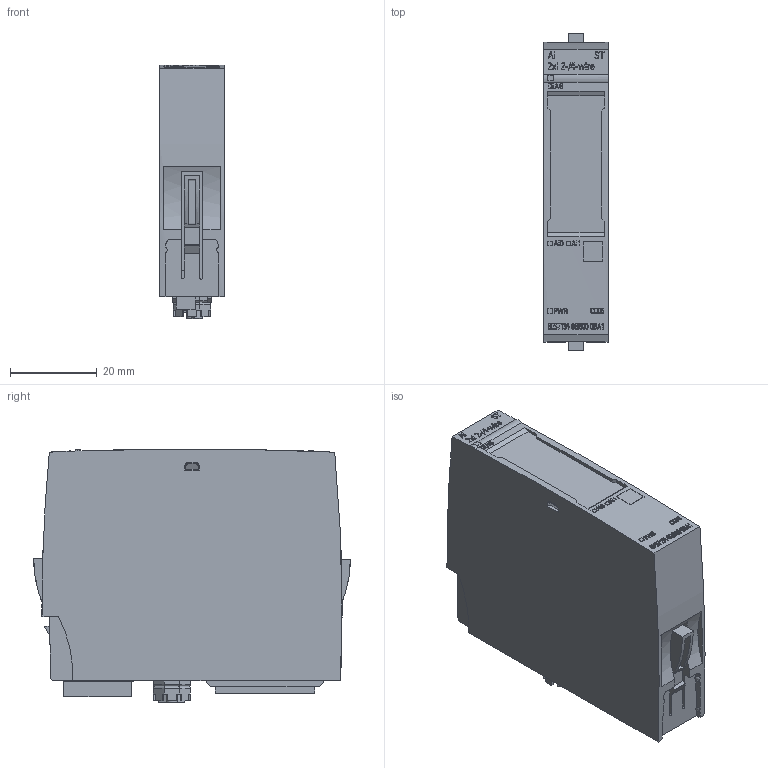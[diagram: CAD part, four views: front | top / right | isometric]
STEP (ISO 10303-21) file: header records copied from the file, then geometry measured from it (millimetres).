
FILE_DESCRIPTION(/* description */ (''),/* implementation_level */ '2;1');
FILE_NAME(/* name */ '6ES7134-6GB00-0BA1_3d.stp',/* time_stamp */ '2015-10-27T11:30:50+08:00',/* author */ ('XXX'),/* organization */ ('Siemens'),/* preprocessor_version */ 'ST-DEVELOPER v15',/* originating_system */ 'SIEMENS PLM Software NX 8.5',/* authorisation */ '');
FILE_SCHEMA (('AUTOMOTIVE_DESIGN { 1 0 10303 214 3 1 1 1 }'));
Products named in the file (3): A5E36842037A_001; A5E36834596A_001; A5E36842025A_001
Assembly tree (2 placements, depth 2):
  A5E36842025A_001
    A5E36834596A_001
    A5E36842037A_001
Bounding box: 15.19 x 73.16 x 58.65 mm (x, y, z)
Volume: 47278.5 mm3; surface area: 20689.5 mm2
Topology: 54 solids, 54 shells, 1677 faces, 4288 edges, 2815 vertices
Faces by surface type: plane 1408, cylinder 165, extrusion 100, cone 4
Full cylindrical faces by diameter (mm): 0.7 x1, 0.9 x1, 1 x1, 1.7 x2, 3 x3
Entity records: 70040 total; most frequent: CARTESIAN_POINT 17014, ORIENTED_EDGE 8548, DIRECTION 7964, EDGE_CURVE 4274, VECTOR 3530, LINE 3430, VERTEX_POINT 2809, AXIS2_PLACEMENT_3D 2217
